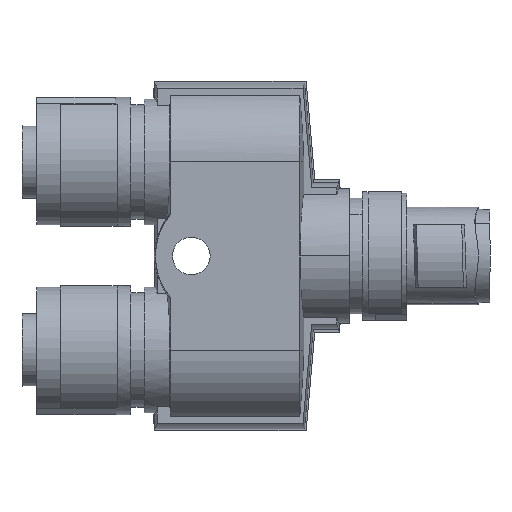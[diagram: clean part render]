
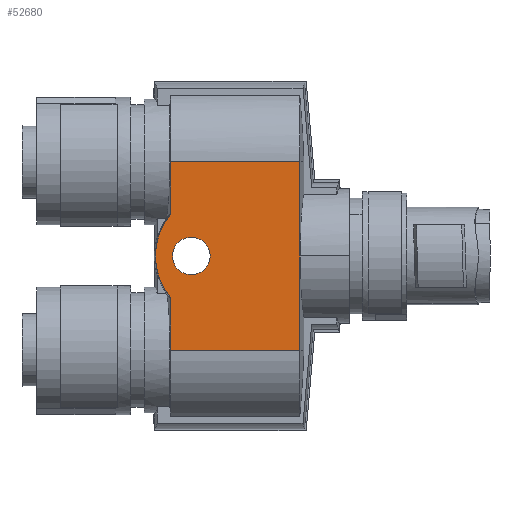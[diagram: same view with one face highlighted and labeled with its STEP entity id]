
A CAD part, front view. The second image highlights one B-rep face of the part: STEP entity #52680.
In plain terms, the highlighted planar face has unit normal (0, -1, 0).
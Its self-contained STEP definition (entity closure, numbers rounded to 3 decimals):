
#1910=CARTESIAN_POINT('',(-32.95,-8.,
10.5));
#1920=VERTEX_POINT('',#1910);
#5330=CARTESIAN_POINT('',(-18.537,-8.,
10.5));
#5340=VERTEX_POINT('',#5330);
#5370=CARTESIAN_POINT('',(-32.45,-8.,
10.5));
#5380=DIRECTION('',(-1.,0.,0.));
#5390=VECTOR('',#5380,1.);
#5400=LINE('',#5370,#5390);
#5410=EDGE_CURVE('',#5340,#1920,#5400,.T.);
#9420=CARTESIAN_POINT('',(-18.537,-8.,
-12.549));
#9430=DIRECTION('',(0.,0.,1.));
#9440=VECTOR('',#9430,1.);
#9450=LINE('',#9420,#9440);
#9460=CARTESIAN_POINT('',(-18.537,-8.,
-10.5));
#9470=VERTEX_POINT('',#9460);
#9480=EDGE_CURVE('',#9470,#5340,#9450,.T.);
#15820=CARTESIAN_POINT('',(-32.95,-8.,
4.683));
#15830=VERTEX_POINT('',#15820);
#15880=CARTESIAN_POINT('',(-27.35,-8.,
0.));
#15890=DIRECTION('',(0.,1.,0.));
#15900=DIRECTION('',(0.,0.,-1.));
#15910=AXIS2_PLACEMENT_3D('',#15880,#15890,#15900);
#15920=CIRCLE('',#15910,7.3);
#15930=CARTESIAN_POINT('',(-32.95,-8.,
-4.683));
#15940=VERTEX_POINT('',#15930);
#15950=EDGE_CURVE('',#15940,#15830,#15920,.T.);
#16760=CARTESIAN_POINT('',(-32.95,-8.,
-12.549));
#16770=DIRECTION('',(0.,0.,-1.));
#16780=VECTOR('',#16770,1.);
#16790=LINE('',#16760,#16780);
#16800=EDGE_CURVE('',#1920,#15830,#16790,.T.);
#18110=CARTESIAN_POINT('',(-32.95,-8.,
-12.549));
#18120=DIRECTION('',(0.,0.,-1.));
#18130=VECTOR('',#18120,1.);
#18140=LINE('',#18110,#18130);
#18150=CARTESIAN_POINT('',(-32.95,-8.,
-10.5));
#18160=VERTEX_POINT('',#18150);
#18170=EDGE_CURVE('',#15940,#18160,#18140,.T.);
#32670=CARTESIAN_POINT('',(-32.45,-8.,
-10.5));
#32680=DIRECTION('',(-1.,0.,0.));
#32690=VECTOR('',#32680,1.);
#32700=LINE('',#32670,#32690);
#32710=EDGE_CURVE('',#9470,#18160,#32700,.T.);
#50400=CARTESIAN_POINT('',(-30.65,-8.,
2.1));
#50410=VERTEX_POINT('',#50400);
#50490=CARTESIAN_POINT('',(-30.65,-8.,
-2.1));
#50500=VERTEX_POINT('',#50490);
#50530=CARTESIAN_POINT('',(-30.65,-8.,
0.));
#50540=DIRECTION('',(0.,-1.,0.));
#50550=DIRECTION('',(0.,0.,-1.));
#50560=AXIS2_PLACEMENT_3D('',#50530,#50540,#50550);
#50570=CIRCLE('',#50560,2.1);
#50580=EDGE_CURVE('',#50410,#50500,#50570,.T.);
#52500=CARTESIAN_POINT('',(-26.578,-8.,
7.437));
#52510=DIRECTION('',(0.,-1.,0.));
#52520=DIRECTION('',(0.,0.,-1.));
#52530=AXIS2_PLACEMENT_3D('',#52500,#52510,#52520);
#52540=PLANE('',#52530);
#52550=EDGE_CURVE('',#50500,#50410,#50570,.T.);
#52560=ORIENTED_EDGE('',*,*,#52550,.F.);
#52570=ORIENTED_EDGE('',*,*,#50580,.F.);
#52580=EDGE_LOOP('',(#52570,#52560));
#52590=FACE_BOUND('',#52580,.T.);
#52600=ORIENTED_EDGE('',*,*,#16800,.T.);
#52610=ORIENTED_EDGE('',*,*,#5410,.T.);
#52620=ORIENTED_EDGE('',*,*,#9480,.T.);
#52630=ORIENTED_EDGE('',*,*,#32710,.F.);
#52640=ORIENTED_EDGE('',*,*,#18170,.T.);
#52650=ORIENTED_EDGE('',*,*,#15950,.F.);
#52660=EDGE_LOOP('',(#52650,#52640,#52630,#52620,#52610,#52600));
#52670=FACE_OUTER_BOUND('',#52660,.T.);
#52680=ADVANCED_FACE('',(#52590,#52670),#52540,.T.);
